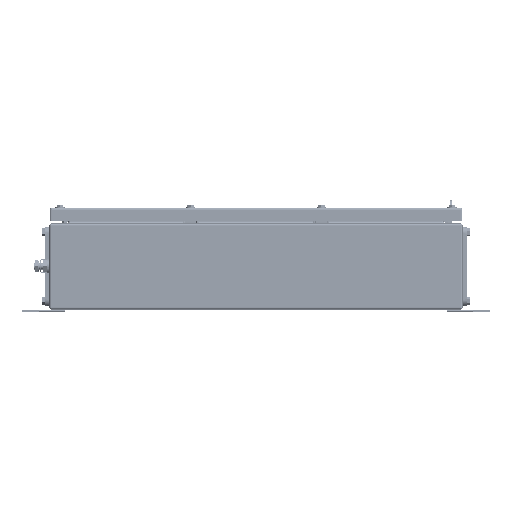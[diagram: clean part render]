
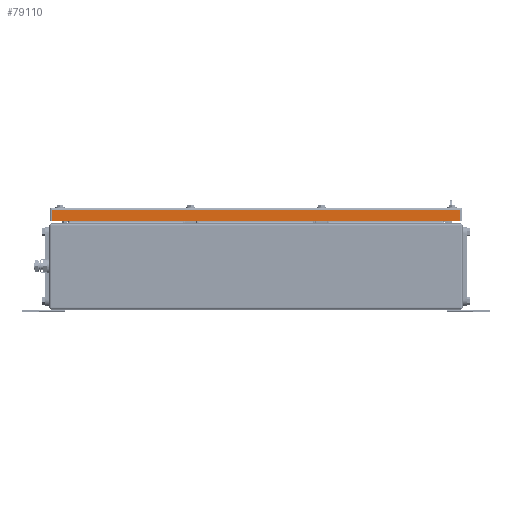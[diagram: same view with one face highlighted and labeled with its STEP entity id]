
A CAD part, front view. The second image highlights one B-rep face of the part: STEP entity #79110.
In plain terms, the highlighted planar face has unit normal (0, -1, 0).
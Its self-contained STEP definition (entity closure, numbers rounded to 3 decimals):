
#79083=AXIS2_PLACEMENT_3D('Plane Axis2P3D',#79080,#79081,#79082) ;
#78853=CARTESIAN_POINT('Vertex',(44.,11.5,150.5)) ;
#78856=CARTESIAN_POINT('Line Origine',(345.5,11.5,150.5)) ;
#78860=CARTESIAN_POINT('Vertex',(647.,11.5,150.5)) ;
#79080=CARTESIAN_POINT('Axis2P3D Location',(650.,11.5,133.5)) ;
#79085=CARTESIAN_POINT('Line Origine',(44.,11.5,142.)) ;
#79089=CARTESIAN_POINT('Vertex',(44.,11.5,133.5)) ;
#79092=CARTESIAN_POINT('Line Origine',(345.5,11.5,133.5)) ;
#79096=CARTESIAN_POINT('Vertex',(647.,11.5,133.5)) ;
#79099=CARTESIAN_POINT('Line Origine',(647.,11.5,142.)) ;
#78857=DIRECTION('Vector Direction',(1.,0.,0.)) ;
#79081=DIRECTION('Axis2P3D Direction',(0.,1.,0.)) ;
#79082=DIRECTION('Axis2P3D XDirection',(-1.,0.,0.)) ;
#79086=DIRECTION('Vector Direction',(0.,0.,1.)) ;
#79093=DIRECTION('Vector Direction',(-1.,0.,0.)) ;
#79100=DIRECTION('Vector Direction',(0.,0.,1.)) ;
#78858=VECTOR('Line Direction',#78857,1.) ;
#79087=VECTOR('Line Direction',#79086,1.) ;
#79094=VECTOR('Line Direction',#79093,1.) ;
#79101=VECTOR('Line Direction',#79100,1.) ;
#79105=ORIENTED_EDGE('',*,*,#78862,.F.) ;
#79106=ORIENTED_EDGE('',*,*,#79091,.F.) ;
#79107=ORIENTED_EDGE('',*,*,#79098,.T.) ;
#79108=ORIENTED_EDGE('',*,*,#79103,.T.) ;
#79110=ADVANCED_FACE('ZUB_KTB_MH_916115_4GP_AllCATPart.2\\ZUB_DE_KTB_MH_910x610.1\\DE_KTB_MH_PART_MASTER.1\\Koerper.2',(#79109),#79084,.F.) ;
#78862=EDGE_CURVE('',#78854,#78861,#78859,.T.) ;
#79091=EDGE_CURVE('',#79090,#78854,#79088,.T.) ;
#79098=EDGE_CURVE('',#79090,#79097,#79095,.F.) ;
#79103=EDGE_CURVE('',#79097,#78861,#79102,.T.) ;
#79104=EDGE_LOOP('',(#79105,#79106,#79107,#79108)) ;
#79109=FACE_OUTER_BOUND('',#79104,.T.) ;
#78859=LINE('Line',#78856,#78858) ;
#79088=LINE('Line',#79085,#79087) ;
#79095=LINE('Line',#79092,#79094) ;
#79102=LINE('Line',#79099,#79101) ;
#79084=PLANE('',#79083) ;
#78854=VERTEX_POINT('',#78853) ;
#78861=VERTEX_POINT('',#78860) ;
#79090=VERTEX_POINT('',#79089) ;
#79097=VERTEX_POINT('',#79096) ;
